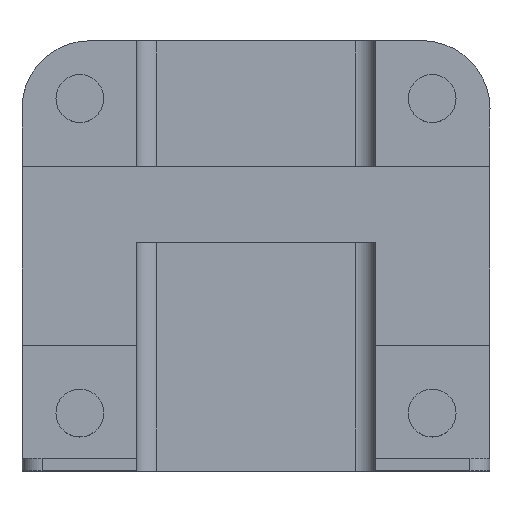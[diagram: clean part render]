
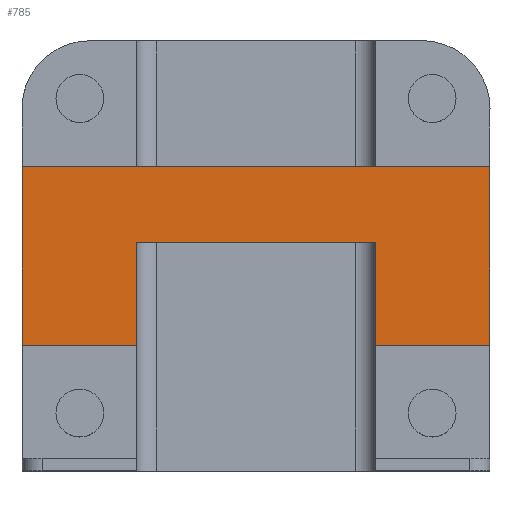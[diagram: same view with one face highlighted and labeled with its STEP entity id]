
A CAD part, top view. The second image highlights one B-rep face of the part: STEP entity #785.
In plain terms, the highlighted planar face has unit normal (0, 0, 1).
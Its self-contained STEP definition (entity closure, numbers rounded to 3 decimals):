
#79=FACE_OUTER_BOUND('',#126,.T.);
#126=EDGE_LOOP('',(#681,#682,#683,#684,#685,#686,#687,#688,#689,#690));
#148=LINE('',#1037,#233);
#150=LINE('',#1043,#235);
#157=LINE('',#1078,#242);
#170=LINE('',#1103,#255);
#207=LINE('',#1267,#292);
#217=LINE('',#1309,#302);
#219=LINE('',#1312,#304);
#220=LINE('',#1314,#305);
#225=LINE('',#1337,#310);
#227=LINE('',#1340,#312);
#233=VECTOR('',#852,10.);
#235=VECTOR('',#856,10.);
#242=VECTOR('',#867,10.);
#255=VECTOR('',#882,10.);
#292=VECTOR('',#951,10.);
#302=VECTOR('',#989,10.);
#304=VECTOR('',#993,10.);
#305=VECTOR('',#996,10.);
#310=VECTOR('',#1003,10.);
#312=VECTOR('',#1007,10.);
#316=VERTEX_POINT('',#1021);
#320=VERTEX_POINT('',#1035);
#321=VERTEX_POINT('',#1039);
#323=VERTEX_POINT('',#1042);
#333=VERTEX_POINT('',#1077);
#344=VERTEX_POINT('',#1101);
#378=VERTEX_POINT('',#1264);
#379=VERTEX_POINT('',#1266);
#385=VERTEX_POINT('',#1308);
#386=VERTEX_POINT('',#1336);
#392=EDGE_CURVE('',#320,#316,#148,.T.);
#394=EDGE_CURVE('',#323,#321,#150,.T.);
#405=EDGE_CURVE('',#333,#316,#157,.T.);
#418=EDGE_CURVE('',#320,#344,#170,.T.);
#468=EDGE_CURVE('',#379,#378,#207,.T.);
#483=EDGE_CURVE('',#344,#385,#217,.T.);
#485=EDGE_CURVE('',#378,#333,#219,.T.);
#486=EDGE_CURVE('',#321,#379,#220,.T.);
#491=EDGE_CURVE('',#386,#323,#225,.T.);
#493=EDGE_CURVE('',#385,#386,#227,.T.);
#681=ORIENTED_EDGE('',*,*,#486,.T.);
#682=ORIENTED_EDGE('',*,*,#468,.T.);
#683=ORIENTED_EDGE('',*,*,#485,.T.);
#684=ORIENTED_EDGE('',*,*,#405,.T.);
#685=ORIENTED_EDGE('',*,*,#392,.F.);
#686=ORIENTED_EDGE('',*,*,#418,.T.);
#687=ORIENTED_EDGE('',*,*,#483,.T.);
#688=ORIENTED_EDGE('',*,*,#493,.T.);
#689=ORIENTED_EDGE('',*,*,#491,.T.);
#690=ORIENTED_EDGE('',*,*,#394,.T.);
#742=PLANE('',#842);
#785=ADVANCED_FACE('',(#79),#742,.T.);
#842=AXIS2_PLACEMENT_3D('',#1344,#1012,#1013);
#852=DIRECTION('',(-1.,0.,0.));
#856=DIRECTION('',(-1.,0.,0.));
#867=DIRECTION('',(0.,1.,0.));
#882=DIRECTION('',(0.,-1.,0.));
#951=DIRECTION('',(0.,-1.,0.));
#989=DIRECTION('',(1.,0.,0.));
#993=DIRECTION('',(1.,0.,0.));
#996=DIRECTION('',(-1.,0.,0.));
#1003=DIRECTION('',(-1.,0.,0.));
#1007=DIRECTION('',(0.,1.,0.));
#1012=DIRECTION('center_axis',(0.,0.,1.));
#1013=DIRECTION('ref_axis',(1.,0.,0.));
#1021=CARTESIAN_POINT('',(90.2,-52.076,3.2));
#1035=CARTESIAN_POINT('',(99.7,-52.076,3.2));
#1037=CARTESIAN_POINT('',(104.25,-52.076,3.2));
#1039=CARTESIAN_POINT('',(90.2,-49.076,3.2));
#1042=CARTESIAN_POINT('',(99.7,-49.076,3.2));
#1043=CARTESIAN_POINT('',(104.25,-49.076,3.2));
#1077=CARTESIAN_POINT('',(90.2,-56.176,3.2));
#1078=CARTESIAN_POINT('',(90.2,-49.076,3.2));
#1101=CARTESIAN_POINT('',(99.7,-56.176,3.2));
#1103=CARTESIAN_POINT('',(99.7,-56.176,3.2));
#1264=CARTESIAN_POINT('',(85.65,-56.176,3.2));
#1266=CARTESIAN_POINT('',(85.65,-49.076,3.2));
#1267=CARTESIAN_POINT('',(85.65,-56.176,3.2));
#1308=CARTESIAN_POINT('',(104.25,-56.176,3.2));
#1309=CARTESIAN_POINT('',(99.7,-56.176,3.2));
#1312=CARTESIAN_POINT('',(90.2,-56.176,3.2));
#1314=CARTESIAN_POINT('',(90.2,-49.076,3.2));
#1336=CARTESIAN_POINT('',(104.25,-49.076,3.2));
#1337=CARTESIAN_POINT('',(99.7,-49.076,3.2));
#1340=CARTESIAN_POINT('',(104.25,-49.076,3.2));
#1344=CARTESIAN_POINT('Origin',(87.925,-52.626,3.2));
